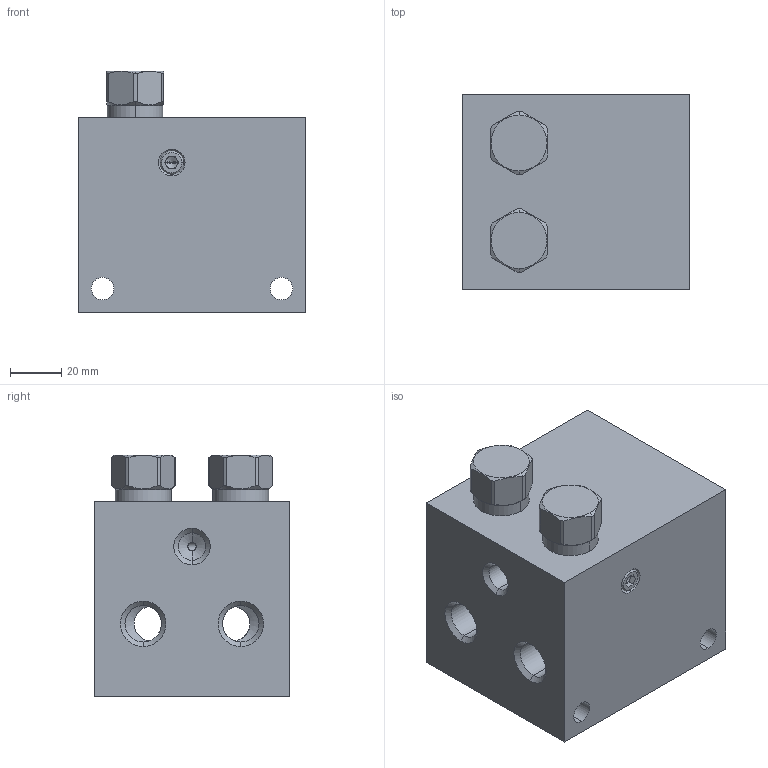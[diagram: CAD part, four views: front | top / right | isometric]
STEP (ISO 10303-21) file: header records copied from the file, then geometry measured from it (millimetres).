
FILE_DESCRIPTION((''),'2;1');
FILE_NAME('ENB_ASM','2024-08-21T',('ProEService'),(''),'PRO/ENGINEER BY PARAMETRIC TECHNOLOGY CORPORATION, 2014200','PRO/ENGINEER BY PARAMETRIC TECHNOLOGY CORPORATION, 2014200','');
FILE_SCHEMA(('CONFIG_CONTROL_DESIGN'));
Length unit declared in the file: inch
Products named in the file (6): 150-834-001; CXCDXCN; 340-002; 260-010; 800-001-070; ENB_ASM
Assembly tree (6 placements, depth 2):
  ENB_ASM
    150-834-001
    CXCDXCN  x2
    340-002
    260-010
    800-001-070
Bounding box: 88.9 x 76.2 x 94.46 mm (x, y, z)
Volume: 441783 mm3; surface area: 75646 mm2
Topology: 8 solids, 8 shells, 471 faces, 1460 edges, 1143 vertices
Faces by surface type: cylinder 191, cone 110, plane 106, torus 40, revolution 16, sphere 8
Entity records: 13996 total; most frequent: CARTESIAN_POINT 4655, DIRECTION 1972, ORIENTED_EDGE 1560, EDGE_CURVE 780, AXIS2_PLACEMENT_3D 679, VECTOR 606, LINE 606, VERTEX_POINT 478
